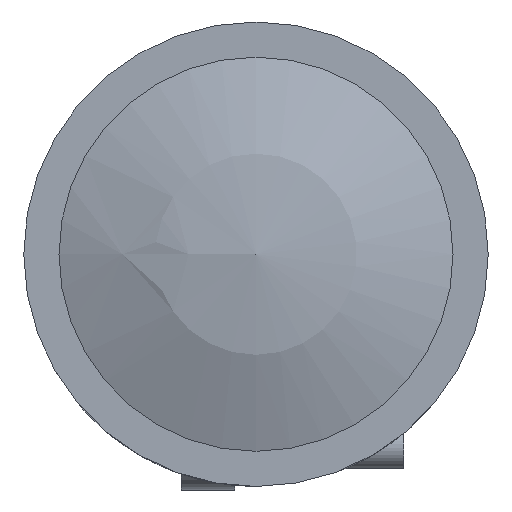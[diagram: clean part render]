
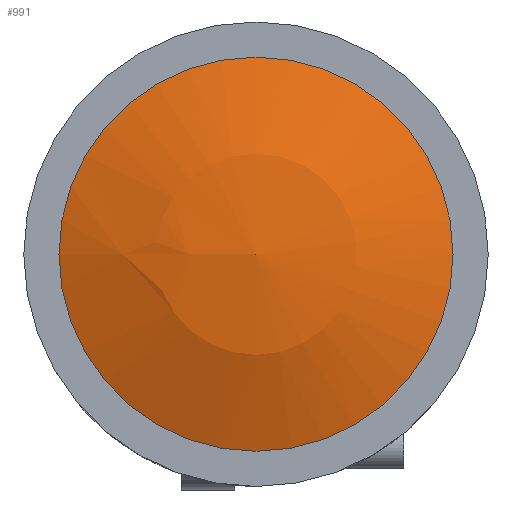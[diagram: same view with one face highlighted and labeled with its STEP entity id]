
A CAD part, left-side view. The second image highlights one B-rep face of the part: STEP entity #991.
In plain terms, the highlighted spherical face has radius 35 mm.
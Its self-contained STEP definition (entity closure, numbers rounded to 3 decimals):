
#84=SPHERICAL_SURFACE('',#1125,35.);
#196=FACE_OUTER_BOUND('',#272,.T.);
#272=EDGE_LOOP('',(#700,#701,#702,#703));
#373=CIRCLE('',#1123,14.);
#374=CIRCLE('',#1124,14.);
#375=CIRCLE('',#1126,35.);
#473=VERTEX_POINT('',#1708);
#474=VERTEX_POINT('',#1709);
#475=VERTEX_POINT('',#1714);
#561=EDGE_CURVE('',#473,#474,#373,.F.);
#562=EDGE_CURVE('',#474,#473,#374,.F.);
#564=EDGE_CURVE('',#474,#475,#375,.T.);
#700=ORIENTED_EDGE('',*,*,#561,.F.);
#701=ORIENTED_EDGE('',*,*,#562,.F.);
#702=ORIENTED_EDGE('',*,*,#564,.T.);
#703=ORIENTED_EDGE('',*,*,#564,.F.);
#991=ADVANCED_FACE('',(#196),#84,.T.);
#1123=AXIS2_PLACEMENT_3D('',#1710,#1314,#1315);
#1124=AXIS2_PLACEMENT_3D('',#1711,#1316,#1317);
#1125=AXIS2_PLACEMENT_3D('',#1713,#1319,#1320);
#1126=AXIS2_PLACEMENT_3D('',#1715,#1321,#1322);
#1314=DIRECTION('center_axis',(-1.,0.,0.));
#1315=DIRECTION('ref_axis',(0.,0.,1.));
#1316=DIRECTION('center_axis',(-1.,0.,0.));
#1317=DIRECTION('ref_axis',(0.,0.,1.));
#1319=DIRECTION('center_axis',(1.,0.,0.));
#1320=DIRECTION('ref_axis',(0.,-1.,0.));
#1321=DIRECTION('center_axis',(0.,0.,1.));
#1322=DIRECTION('ref_axis',(0.,1.,0.));
#1708=CARTESIAN_POINT('',(4.922,0.,-14.));
#1709=CARTESIAN_POINT('',(4.922,14.,0.));
#1710=CARTESIAN_POINT('Origin',(4.922,0.,0.));
#1711=CARTESIAN_POINT('Origin',(4.922,0.,0.));
#1713=CARTESIAN_POINT('Origin',(37.,0.,0.));
#1714=CARTESIAN_POINT('',(2.,0.,0.));
#1715=CARTESIAN_POINT('Origin',(37.,0.,0.));
